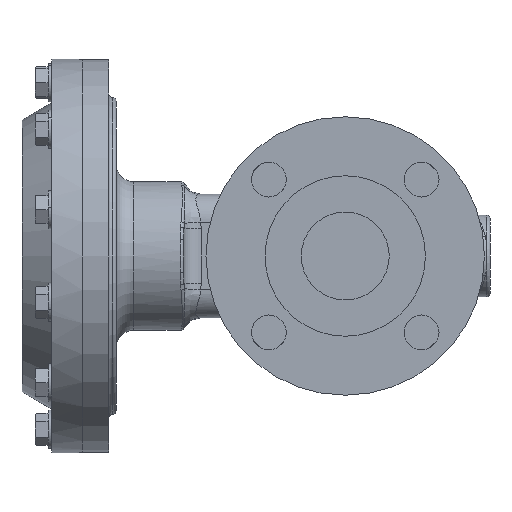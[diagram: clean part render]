
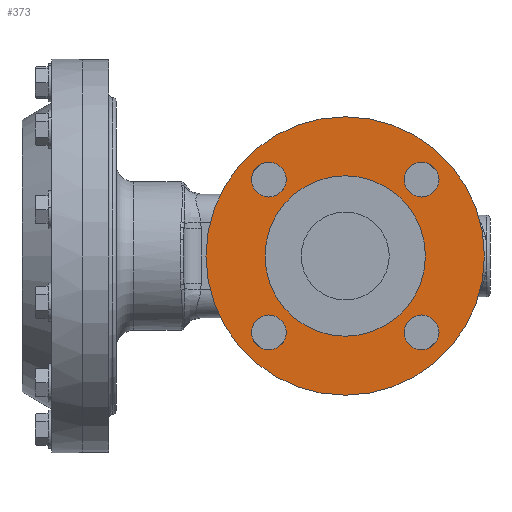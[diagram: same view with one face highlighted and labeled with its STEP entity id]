
A CAD part, left-side view. The second image highlights one B-rep face of the part: STEP entity #373.
In plain terms, the highlighted planar face has unit normal (-1, 0, 0).
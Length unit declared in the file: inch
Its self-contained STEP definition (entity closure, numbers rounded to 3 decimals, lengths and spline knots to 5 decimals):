
#126 = AXIS2_PLACEMENT_3D ( 'NONE', #14434, #11769, #3562 ) ;
#149 = AXIS2_PLACEMENT_3D ( 'NONE', #16643, #8490, #255 ) ;
#255 = DIRECTION ( 'NONE',  ( 0., 1., 0. ) ) ;
#256 = VERTEX_POINT ( 'NONE', #6891 ) ;
#373 = ADVANCED_FACE ( 'NONE', ( #6991, #3807, #3362, #17473, #13819, #10231 ), #17110, .T. ) ;
#588 = ORIENTED_EDGE ( 'NONE', *, *, #9593, .F. ) ;
#591 = VERTEX_POINT ( 'NONE', #15193 ) ;
#812 = EDGE_CURVE ( 'NONE', #4156, #7706, #9157, .T. ) ;
#869 = CIRCLE ( 'NONE', #13237, 0.3125 ) ;
#1263 = ORIENTED_EDGE ( 'NONE', *, *, #13857, .F. ) ;
#1456 = CARTESIAN_POINT ( 'NONE',  ( -5.256, -1.05929, -1.37179 ) ) ;
#1604 = CARTESIAN_POINT ( 'NONE',  ( -5.256, -1.37179, -1.37179 ) ) ;
#1665 = VERTEX_POINT ( 'NONE', #9171 ) ;
#1975 = EDGE_CURVE ( 'NONE', #10679, #2620, #6131, .T. ) ;
#2222 = EDGE_CURVE ( 'NONE', #7706, #4156, #14871, .T. ) ;
#2323 = CARTESIAN_POINT ( 'NONE',  ( -5.256, 0., 0. ) ) ;
#2438 = CARTESIAN_POINT ( 'NONE',  ( -5.256, 0., 0. ) ) ;
#2620 = VERTEX_POINT ( 'NONE', #3586 ) ;
#2861 = EDGE_CURVE ( 'NONE', #2620, #10679, #6117, .T. ) ;
#2957 = DIRECTION ( 'NONE',  ( 0., 1., 0. ) ) ;
#2965 = CARTESIAN_POINT ( 'NONE',  ( -5.256, -1.37179, 1.37179 ) ) ;
#3071 = DIRECTION ( 'NONE',  ( 1., 0., 0. ) ) ;
#3189 = DIRECTION ( 'NONE',  ( -1., 0., 0. ) ) ;
#3210 = CARTESIAN_POINT ( 'NONE',  ( -5.256, 1.68429, 1.37179 ) ) ;
#3362 = FACE_BOUND ( 'NONE', #15895, .T. ) ;
#3364 = CARTESIAN_POINT ( 'NONE',  ( -5.256, 1.05929, -1.37179 ) ) ;
#3496 = EDGE_LOOP ( 'NONE', ( #14089, #8540 ) ) ;
#3562 = DIRECTION ( 'NONE',  ( 0., 1., 0. ) ) ;
#3586 = CARTESIAN_POINT ( 'NONE',  ( -5.256, 1.68429, -1.37179 ) ) ;
#3699 = DIRECTION ( 'NONE',  ( 0., -1., 0. ) ) ;
#3807 = FACE_BOUND ( 'NONE', #5841, .T. ) ;
#3809 = DIRECTION ( 'NONE',  ( 0., -1., 0. ) ) ;
#3886 = ORIENTED_EDGE ( 'NONE', *, *, #1975, .F. ) ;
#3969 = AXIS2_PLACEMENT_3D ( 'NONE', #6008, #15535, #7377 ) ;
#3977 = ORIENTED_EDGE ( 'NONE', *, *, #15009, .T. ) ;
#3990 = AXIS2_PLACEMENT_3D ( 'NONE', #12606, #4426, #13977 ) ;
#4101 = CIRCLE ( 'NONE', #3990, 1.44 ) ;
#4156 = VERTEX_POINT ( 'NONE', #6384 ) ;
#4346 = CIRCLE ( 'NONE', #9682, 0.3125 ) ;
#4353 = CARTESIAN_POINT ( 'NONE',  ( -5.256, -1.37179, 1.37179 ) ) ;
#4363 = DIRECTION ( 'NONE',  ( 0., 1., 0. ) ) ;
#4426 = DIRECTION ( 'NONE',  ( 1., 0., 0. ) ) ;
#4431 = AXIS2_PLACEMENT_3D ( 'NONE', #11403, #3189, #12775 ) ;
#4670 = DIRECTION ( 'NONE',  ( -1., 0., 0. ) ) ;
#5729 = DIRECTION ( 'NONE',  ( 0., 1., 0. ) ) ;
#5841 = EDGE_LOOP ( 'NONE', ( #10803, #9649 ) ) ;
#6008 = CARTESIAN_POINT ( 'NONE',  ( -5.256, 1.37179, -1.37179 ) ) ;
#6117 = CIRCLE ( 'NONE', #149, 0.3125 ) ;
#6131 = CIRCLE ( 'NONE', #3969, 0.3125 ) ;
#6289 = EDGE_LOOP ( 'NONE', ( #6926, #3977 ) ) ;
#6384 = CARTESIAN_POINT ( 'NONE',  ( -5.256, -1.68429, -1.37179 ) ) ;
#6428 = EDGE_CURVE ( 'NONE', #8912, #7291, #4346, .T. ) ;
#6891 = CARTESIAN_POINT ( 'NONE',  ( -5.256, 1.05929, 1.37179 ) ) ;
#6926 = ORIENTED_EDGE ( 'NONE', *, *, #10376, .T. ) ;
#6991 = FACE_BOUND ( 'NONE', #3496, .T. ) ;
#7291 = VERTEX_POINT ( 'NONE', #8796 ) ;
#7377 = DIRECTION ( 'NONE',  ( 0., 1., 0. ) ) ;
#7416 = DIRECTION ( 'NONE',  ( -1., 0., 0. ) ) ;
#7706 = VERTEX_POINT ( 'NONE', #1456 ) ;
#8087 = AXIS2_PLACEMENT_3D ( 'NONE', #1604, #11177, #2957 ) ;
#8196 = EDGE_LOOP ( 'NONE', ( #14398, #3886 ) ) ;
#8299 = AXIS2_PLACEMENT_3D ( 'NONE', #15576, #7416, #16956 ) ;
#8449 = ORIENTED_EDGE ( 'NONE', *, *, #10129, .F. ) ;
#8490 = DIRECTION ( 'NONE',  ( -1., 0., 0. ) ) ;
#8540 = ORIENTED_EDGE ( 'NONE', *, *, #812, .F. ) ;
#8796 = CARTESIAN_POINT ( 'NONE',  ( -5.256, -1.05929, 1.37179 ) ) ;
#8912 = VERTEX_POINT ( 'NONE', #8947 ) ;
#8947 = CARTESIAN_POINT ( 'NONE',  ( -5.256, -1.68429, 1.37179 ) ) ;
#9157 = CIRCLE ( 'NONE', #8087, 0.3125 ) ;
#9171 = CARTESIAN_POINT ( 'NONE',  ( -5.256, -1.44, 0. ) ) ;
#9593 = EDGE_CURVE ( 'NONE', #15108, #16639, #12652, .T. ) ;
#9647 = CIRCLE ( 'NONE', #14761, 2.5 ) ;
#9649 = ORIENTED_EDGE ( 'NONE', *, *, #6428, .F. ) ;
#9682 = AXIS2_PLACEMENT_3D ( 'NONE', #4353, #13898, #5729 ) ;
#9807 = CIRCLE ( 'NONE', #4431, 0.3125 ) ;
#10128 = CARTESIAN_POINT ( 'NONE',  ( -5.256, 2.5, 0. ) ) ;
#10129 = EDGE_CURVE ( 'NONE', #16639, #15108, #9647, .T. ) ;
#10231 = FACE_OUTER_BOUND ( 'NONE', #11637, .T. ) ;
#10376 = EDGE_CURVE ( 'NONE', #1665, #591, #14780, .T. ) ;
#10679 = VERTEX_POINT ( 'NONE', #3364 ) ;
#10803 = ORIENTED_EDGE ( 'NONE', *, *, #12615, .F. ) ;
#11177 = DIRECTION ( 'NONE',  ( -1., 0., 0. ) ) ;
#11283 = CARTESIAN_POINT ( 'NONE',  ( -5.256, 0., 0. ) ) ;
#11403 = CARTESIAN_POINT ( 'NONE',  ( -5.256, 1.37179, 1.37179 ) ) ;
#11637 = EDGE_LOOP ( 'NONE', ( #588, #8449 ) ) ;
#11711 = ORIENTED_EDGE ( 'NONE', *, *, #12758, .F. ) ;
#11769 = DIRECTION ( 'NONE',  ( -1., 0., 0. ) ) ;
#11910 = DIRECTION ( 'NONE',  ( 1., 0., 0. ) ) ;
#12013 = DIRECTION ( 'NONE',  ( 1., 0., 0. ) ) ;
#12546 = DIRECTION ( 'NONE',  ( -1., 0., 0. ) ) ;
#12606 = CARTESIAN_POINT ( 'NONE',  ( -5.256, 0., 0. ) ) ;
#12615 = EDGE_CURVE ( 'NONE', #7291, #8912, #869, .T. ) ;
#12652 = CIRCLE ( 'NONE', #16342, 2.5 ) ;
#12658 = DIRECTION ( 'NONE',  ( 0., -1., 0. ) ) ;
#12701 = VERTEX_POINT ( 'NONE', #3210 ) ;
#12758 = EDGE_CURVE ( 'NONE', #256, #12701, #13674, .T. ) ;
#12775 = DIRECTION ( 'NONE',  ( 0., 1., 0. ) ) ;
#12845 = CARTESIAN_POINT ( 'NONE',  ( -5.256, -1.37179, -1.37179 ) ) ;
#12852 = CARTESIAN_POINT ( 'NONE',  ( -5.256, -2.5, 0. ) ) ;
#13237 = AXIS2_PLACEMENT_3D ( 'NONE', #2965, #12546, #4363 ) ;
#13674 = CIRCLE ( 'NONE', #8299, 0.3125 ) ;
#13819 = FACE_BOUND ( 'NONE', #6289, .T. ) ;
#13857 = EDGE_CURVE ( 'NONE', #12701, #256, #9807, .T. ) ;
#13898 = DIRECTION ( 'NONE',  ( -1., 0., 0. ) ) ;
#13977 = DIRECTION ( 'NONE',  ( 0., -1., 0. ) ) ;
#14089 = ORIENTED_EDGE ( 'NONE', *, *, #2222, .F. ) ;
#14220 = DIRECTION ( 'NONE',  ( 0., 1., 0. ) ) ;
#14398 = ORIENTED_EDGE ( 'NONE', *, *, #2861, .F. ) ;
#14423 = AXIS2_PLACEMENT_3D ( 'NONE', #2323, #11910, #3699 ) ;
#14434 = CARTESIAN_POINT ( 'NONE',  ( -5.256, 0., -1.44 ) ) ;
#14761 = AXIS2_PLACEMENT_3D ( 'NONE', #11283, #3071, #12658 ) ;
#14780 = CIRCLE ( 'NONE', #14423, 1.44 ) ;
#14871 = CIRCLE ( 'NONE', #17676, 0.3125 ) ;
#15009 = EDGE_CURVE ( 'NONE', #591, #1665, #4101, .T. ) ;
#15108 = VERTEX_POINT ( 'NONE', #12852 ) ;
#15193 = CARTESIAN_POINT ( 'NONE',  ( -5.256, 1.44, 0. ) ) ;
#15535 = DIRECTION ( 'NONE',  ( -1., 0., 0. ) ) ;
#15576 = CARTESIAN_POINT ( 'NONE',  ( -5.256, 1.37179, 1.37179 ) ) ;
#15895 = EDGE_LOOP ( 'NONE', ( #1263, #11711 ) ) ;
#16342 = AXIS2_PLACEMENT_3D ( 'NONE', #2438, #12013, #3809 ) ;
#16639 = VERTEX_POINT ( 'NONE', #10128 ) ;
#16643 = CARTESIAN_POINT ( 'NONE',  ( -5.256, 1.37179, -1.37179 ) ) ;
#16956 = DIRECTION ( 'NONE',  ( 0., 1., 0. ) ) ;
#17110 = PLANE ( 'NONE',  #126 ) ;
#17473 = FACE_BOUND ( 'NONE', #8196, .T. ) ;
#17676 = AXIS2_PLACEMENT_3D ( 'NONE', #12845, #4670, #14220 ) ;
